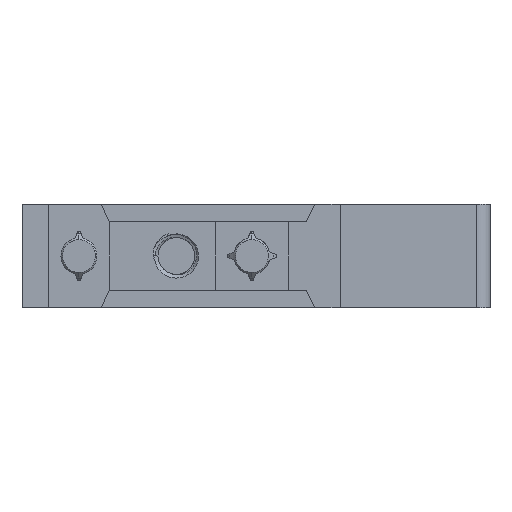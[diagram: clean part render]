
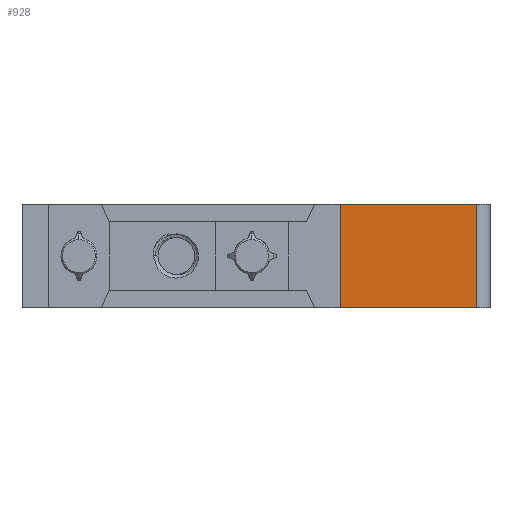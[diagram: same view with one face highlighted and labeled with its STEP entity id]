
A CAD part, front view. The second image highlights one B-rep face of the part: STEP entity #928.
In plain terms, the highlighted planar face has unit normal (0, -1, 0).
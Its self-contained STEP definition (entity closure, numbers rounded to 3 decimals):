
#10 = DIRECTION ( 'NONE',  ( -1., 0., 0. ) ) ;
#25 = DIRECTION ( 'NONE',  ( 0., 1., 0. ) ) ;
#34 = CARTESIAN_POINT ( 'NONE',  ( 6.645, -10.95, 3.525 ) ) ;
#120 = PLANE ( 'NONE',  #532 ) ;
#518 = EDGE_LOOP ( 'NONE', ( #4395, #5124, #5305, #5782 ) ) ;
#532 = AXIS2_PLACEMENT_3D ( 'NONE', #34, #25, #10 ) ;
#672 = EDGE_CURVE ( 'NONE', #1089, #6735, #2170, .T. ) ;
#928 = ADVANCED_FACE ( 'NONE', ( #9373 ), #120, .F. ) ;
#1089 = VERTEX_POINT ( 'NONE', #9193 ) ;
#2065 = CARTESIAN_POINT ( 'NONE',  ( 6.645, -10.95, -3.525 ) ) ;
#2170 = LINE ( 'NONE', #4665, #4590 ) ;
#2200 = VERTEX_POINT ( 'NONE', #2065 ) ;
#2381 = VECTOR ( 'NONE', #2952, 1000. ) ;
#2447 = CARTESIAN_POINT ( 'NONE',  ( 15.925, -10.95, -3.525 ) ) ;
#2952 = DIRECTION ( 'NONE',  ( 1., 0., 0. ) ) ;
#2963 = CARTESIAN_POINT ( 'NONE',  ( 6.645, -10.95, 3.525 ) ) ;
#3456 = VECTOR ( 'NONE', #9007, 1000. ) ;
#3647 = LINE ( 'NONE', #2963, #2381 ) ;
#4395 = ORIENTED_EDGE ( 'NONE', *, *, #6636, .F. ) ;
#4590 = VECTOR ( 'NONE', #4614, 1000. ) ;
#4614 = DIRECTION ( 'NONE',  ( 0., 0., -1. ) ) ;
#4665 = CARTESIAN_POINT ( 'NONE',  ( 15.925, -10.95, 3.525 ) ) ;
#5105 = DIRECTION ( 'NONE',  ( 0., 0., 1. ) ) ;
#5119 = EDGE_CURVE ( 'NONE', #2200, #8250, #5614, .T. ) ;
#5124 = ORIENTED_EDGE ( 'NONE', *, *, #5119, .F. ) ;
#5132 = CARTESIAN_POINT ( 'NONE',  ( 6.645, -10.95, 3.525 ) ) ;
#5305 = ORIENTED_EDGE ( 'NONE', *, *, #7342, .T. ) ;
#5503 = LINE ( 'NONE', #9046, #3456 ) ;
#5614 = LINE ( 'NONE', #5132, #7127 ) ;
#5782 = ORIENTED_EDGE ( 'NONE', *, *, #672, .F. ) ;
#6600 = CARTESIAN_POINT ( 'NONE',  ( 6.645, -10.95, 3.525 ) ) ;
#6636 = EDGE_CURVE ( 'NONE', #8250, #1089, #3647, .T. ) ;
#6735 = VERTEX_POINT ( 'NONE', #2447 ) ;
#7127 = VECTOR ( 'NONE', #5105, 1000. ) ;
#7342 = EDGE_CURVE ( 'NONE', #2200, #6735, #5503, .T. ) ;
#8250 = VERTEX_POINT ( 'NONE', #6600 ) ;
#9007 = DIRECTION ( 'NONE',  ( 1., 0., 0. ) ) ;
#9046 = CARTESIAN_POINT ( 'NONE',  ( 15.925, -10.95, -3.525 ) ) ;
#9193 = CARTESIAN_POINT ( 'NONE',  ( 15.925, -10.95, 3.525 ) ) ;
#9373 = FACE_OUTER_BOUND ( 'NONE', #518, .T. ) ;
